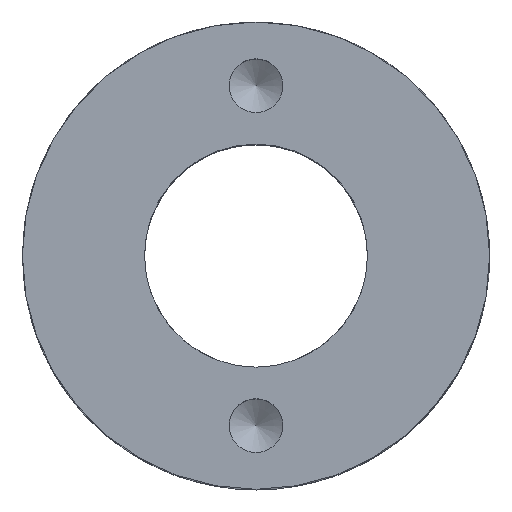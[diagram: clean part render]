
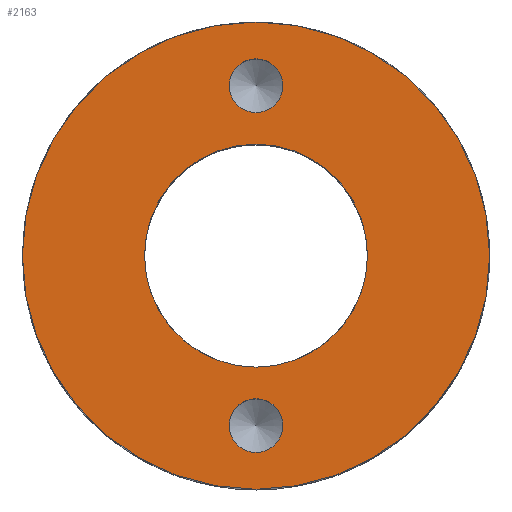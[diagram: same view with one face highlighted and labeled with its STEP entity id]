
A CAD part, top view. The second image highlights one B-rep face of the part: STEP entity #2163.
In plain terms, the highlighted planar face has unit normal (0, 0, 1).
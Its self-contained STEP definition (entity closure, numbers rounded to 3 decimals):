
#13=FACE_BOUND('',#326,.T.);
#14=FACE_BOUND('',#327,.T.);
#15=FACE_BOUND('',#328,.T.);
#67=CIRCLE('',#2308,11.);
#79=CIRCLE('',#2328,5.25);
#86=CIRCLE('',#2342,1.265);
#88=CIRCLE('',#2346,1.265);
#213=FACE_OUTER_BOUND('',#325,.T.);
#325=EDGE_LOOP('',(#1775));
#326=EDGE_LOOP('',(#1776));
#327=EDGE_LOOP('',(#1777));
#328=EDGE_LOOP('',(#1778));
#927=VERTEX_POINT('',#3470);
#956=VERTEX_POINT('',#3546);
#971=VERTEX_POINT('',#3592);
#974=VERTEX_POINT('',#3601);
#1194=EDGE_CURVE('',#927,#927,#67,.T.);
#1233=EDGE_CURVE('',#956,#956,#79,.T.);
#1257=EDGE_CURVE('',#971,#971,#86,.T.);
#1261=EDGE_CURVE('',#974,#974,#88,.T.);
#1775=ORIENTED_EDGE('',*,*,#1194,.T.);
#1776=ORIENTED_EDGE('',*,*,#1257,.T.);
#1777=ORIENTED_EDGE('',*,*,#1261,.T.);
#1778=ORIENTED_EDGE('',*,*,#1233,.T.);
#2057=PLANE('',#2347);
#2163=ADVANCED_FACE('',(#213,#13,#14,#15),#2057,.T.);
#2308=AXIS2_PLACEMENT_3D('',#3471,#2696,#2697);
#2328=AXIS2_PLACEMENT_3D('',#3547,#2763,#2764);
#2342=AXIS2_PLACEMENT_3D('',#3593,#2808,#2809);
#2346=AXIS2_PLACEMENT_3D('',#3602,#2818,#2819);
#2347=AXIS2_PLACEMENT_3D('',#3604,#2821,#2822);
#2696=DIRECTION('center_axis',(0.,0.,1.));
#2697=DIRECTION('ref_axis',(1.,0.,0.));
#2763=DIRECTION('center_axis',(0.,0.,-1.));
#2764=DIRECTION('ref_axis',(1.,0.,0.));
#2808=DIRECTION('center_axis',(0.,0.,-1.));
#2809=DIRECTION('ref_axis',(-1.,0.,0.));
#2818=DIRECTION('center_axis',(0.,0.,-1.));
#2819=DIRECTION('ref_axis',(1.,0.,0.));
#2821=DIRECTION('center_axis',(0.,0.,1.));
#2822=DIRECTION('ref_axis',(1.,0.,0.));
#3470=CARTESIAN_POINT('',(-11.,0.,9.5));
#3471=CARTESIAN_POINT('Origin',(0.,0.,9.5));
#3546=CARTESIAN_POINT('',(-5.25,0.,9.5));
#3547=CARTESIAN_POINT('Origin',(0.,0.,9.5));
#3592=CARTESIAN_POINT('',(1.265,-8.,9.5));
#3593=CARTESIAN_POINT('Origin',(0.,-8.,9.5));
#3601=CARTESIAN_POINT('',(-1.265,8.,9.5));
#3602=CARTESIAN_POINT('Origin',(0.,8.,9.5));
#3604=CARTESIAN_POINT('Origin',(0.,0.,9.5));
